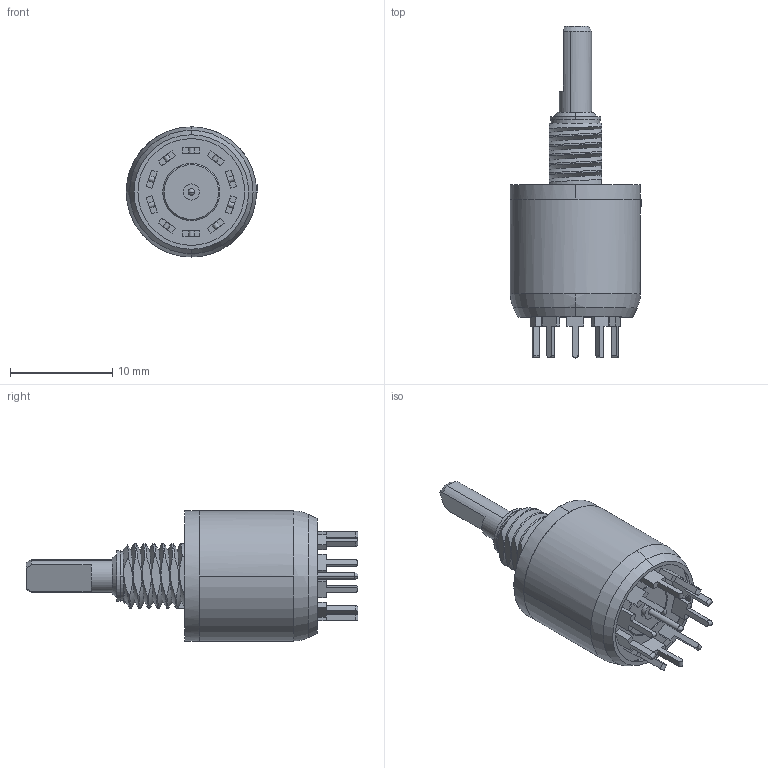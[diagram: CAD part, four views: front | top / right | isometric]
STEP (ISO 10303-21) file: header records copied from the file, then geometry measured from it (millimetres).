
FILE_DESCRIPTION((''),'2;1');
FILE_NAME('50DP36-01-1-AJN_SW0001','2013-07-24T',('Administrator'),(''),'PRO/ENGINEER BY PARAMETRIC TECHNOLOGY CORPORATION, 2006200','PRO/ENGINEER BY PARAMETRIC TECHNOLOGY CORPORATION, 2006200','');
FILE_SCHEMA(('CONFIG_CONTROL_DESIGN'));
Length unit declared in the file: inch
Products named in the file (1): 50DP36-01-1-AJN_SW0001
Bounding box: 12.83 x 32.38 x 12.7 mm (x, y, z)
Volume: 940.8 mm3; surface area: 2373.7 mm2
Topology: 2 solids, 2 shells, 383 faces, 1067 edges, 695 vertices
Faces by surface type: plane 260, cylinder 89, cone 22, bspline 8, torus 2, sphere 2
Entity records: 17271 total; most frequent: CARTESIAN_POINT 5005, ORIENTED_EDGE 2130, DIRECTION 1983, EDGE_CURVE 1065, VECTOR 733, LINE 733, VERTEX_POINT 695, AXIS2_PLACEMENT_3D 625
